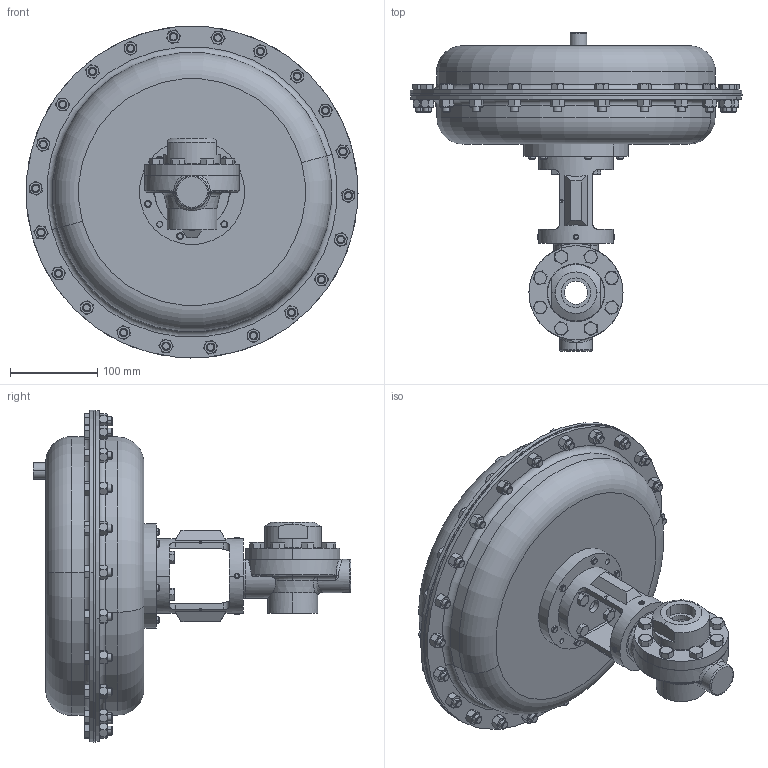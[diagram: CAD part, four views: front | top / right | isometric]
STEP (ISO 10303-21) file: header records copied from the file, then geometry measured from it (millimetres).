
FILE_DESCRIPTION (( 'STEP AP203' ), '1' );
FILE_NAME ('70-100-CS+S6-SW-85M.STEP', '2017-08-24T17:02:15', ( '' ), ( '' ), 'SwSTEP 2.0', 'SolidWorks 2014', '' );
FILE_SCHEMA (( 'CONFIG_CONTROL_DESIGN' ));
Length unit declared in the file: inch
Products named in the file (16): 70-100-CS+S6-SW-85M; 64252; 20032; 80641; 65077; hex nut_ai_HNUT 0.3750-16-D-N; 81657_83643; hex bolt_ai_HBOLT 0.3125-18x1x0.875-N; 81883; hex bolt_ai_HBOLT 0.3125-18x0.875x0.875-N; 78873; 81854_81854 - 78- 150; 78075_2813 (1 NPT); 85M Actuator Subassembly; 80640; hex bolt_ai_HBOLT 0.3750-16x1x1-N
Assembly tree (76 placements, depth 4):
  70-100-CS+S6-SW-85M
    78873
    78075_2813 (1 NPT)
    hex bolt_ai_HBOLT 0.3750-16x1x1-N  x8
    85M Actuator Subassembly
      20032
      65077  x4
      81657_83643
      hex bolt_ai_HBOLT 0.3125-18x1x0.875-N  x4
      81883
      hex bolt_ai_HBOLT 0.3125-18x0.875x0.875-N  x6
      81854_81854 - 78- 150
      80641
        80640
        64252
      hex bolt_ai_HBOLT 0.3750-16x1x1-N  x22
      hex nut_ai_HNUT 0.3750-16-D-N  x22
Bounding box: 380.99 x 364.78 x 380.99 mm (x, y, z)
Volume: 2537151.6 mm3; surface area: 1150407.6 mm2
Topology: 74 solids, 74 shells, 1972 faces, 4437 edges, 2648 vertices
Faces by surface type: cone 793, plane 632, cylinder 498, torus 41, bspline 6, sphere 2
Entity records: 25254 total; most frequent: CARTESIAN_POINT 5645, DIRECTION 3698, ORIENTED_EDGE 3142, EDGE_CURVE 1571, AXIS2_PLACEMENT_3D 1562, VERTEX_POINT 989, EDGE_LOOP 896, CIRCLE 848
